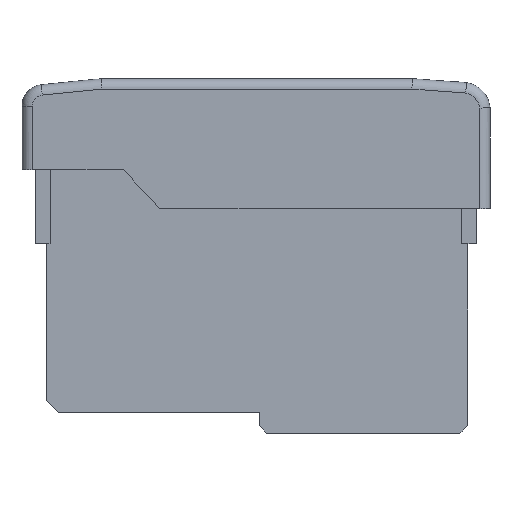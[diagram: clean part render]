
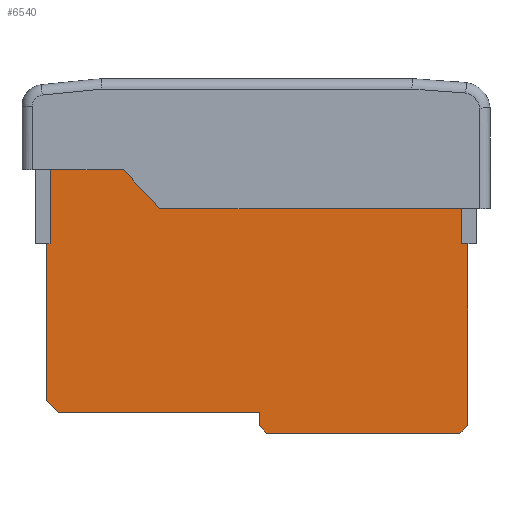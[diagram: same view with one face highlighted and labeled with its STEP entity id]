
A CAD part, left-side view. The second image highlights one B-rep face of the part: STEP entity #6540.
In plain terms, the highlighted planar face has unit normal (-1, 0, 0).
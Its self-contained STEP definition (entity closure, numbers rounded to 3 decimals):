
#891 = EDGE_CURVE ( 'NONE', #7663, #15207, #8217, .T. ) ;
#984 = EDGE_CURVE ( 'NONE', #986, #16292, #8282, .T. ) ;
#986 = VERTEX_POINT ( 'NONE', #8326 ) ;
#1017 = EDGE_CURVE ( 'NONE', #986, #4704, #8405, .T. ) ;
#4704 = VERTEX_POINT ( 'NONE', #9545 ) ;
#6533 = VERTEX_POINT ( 'NONE', #26344 ) ;
#6534 = ORIENTED_EDGE ( 'NONE', *, *, #6535, .F. ) ;
#6535 = EDGE_CURVE ( 'NONE', #6536, #6533, #26342, .T. ) ;
#6536 = VERTEX_POINT ( 'NONE', #26337 ) ;
#6537 = ORIENTED_EDGE ( 'NONE', *, *, #6538, .F. ) ;
#6538 = EDGE_CURVE ( 'NONE', #4704, #6536, #26333, .T. ) ;
#6539 = ORIENTED_EDGE ( 'NONE', *, *, #1017, .F. ) ;
#6540 = ADVANCED_FACE ( 'NONE', ( #26421 ), #26388, .T. ) ;
#6541 = ORIENTED_EDGE ( 'NONE', *, *, #15205, .F. ) ;
#6542 = ORIENTED_EDGE ( 'NONE', *, *, #891, .F. ) ;
#6543 = ORIENTED_EDGE ( 'NONE', *, *, #6544, .F. ) ;
#6544 = EDGE_CURVE ( 'NONE', #6545, #7663, #26382, .T. ) ;
#6545 = VERTEX_POINT ( 'NONE', #26378 ) ;
#6546 = ORIENTED_EDGE ( 'NONE', *, *, #6547, .F. ) ;
#6547 = EDGE_CURVE ( 'NONE', #6548, #6545, #26480, .T. ) ;
#6548 = VERTEX_POINT ( 'NONE', #26472 ) ;
#6549 = ORIENTED_EDGE ( 'NONE', *, *, #6550, .F. ) ;
#6550 = EDGE_CURVE ( 'NONE', #6551, #6548, #26470, .T. ) ;
#6551 = VERTEX_POINT ( 'NONE', #26466 ) ;
#6562 = VERTEX_POINT ( 'NONE', #26518 ) ;
#6564 = EDGE_CURVE ( 'NONE', #6562, #16292, #26511, .T. ) ;
#6565 = EDGE_LOOP ( 'NONE', ( #6541, #6542, #6543, #6546, #6549, #6608, #6611, #6614, #6534, #6537, #6539, #6596, #6597, #6598, #6601 ) ) ;
#6596 = ORIENTED_EDGE ( 'NONE', *, *, #984, .T. ) ;
#6597 = ORIENTED_EDGE ( 'NONE', *, *, #6564, .F. ) ;
#6598 = ORIENTED_EDGE ( 'NONE', *, *, #6599, .F. ) ;
#6599 = EDGE_CURVE ( 'NONE', #6600, #6562, #26673, .T. ) ;
#6600 = VERTEX_POINT ( 'NONE', #26667 ) ;
#6601 = ORIENTED_EDGE ( 'NONE', *, *, #6602, .F. ) ;
#6602 = EDGE_CURVE ( 'NONE', #7786, #6600, #26666, .T. ) ;
#6608 = ORIENTED_EDGE ( 'NONE', *, *, #6609, .F. ) ;
#6609 = EDGE_CURVE ( 'NONE', #6610, #6551, #26704, .T. ) ;
#6610 = VERTEX_POINT ( 'NONE', #26823 ) ;
#6611 = ORIENTED_EDGE ( 'NONE', *, *, #6612, .F. ) ;
#6612 = EDGE_CURVE ( 'NONE', #6613, #6610, #26822, .T. ) ;
#6613 = VERTEX_POINT ( 'NONE', #26816 ) ;
#6614 = ORIENTED_EDGE ( 'NONE', *, *, #6615, .F. ) ;
#6615 = EDGE_CURVE ( 'NONE', #6533, #6613, #26815, .T. ) ;
#7663 = VERTEX_POINT ( 'NONE', #30418 ) ;
#7786 = VERTEX_POINT ( 'NONE', #30741 ) ;
#8214 = DIRECTION ( 'NONE',  ( 0., -1., 0. ) ) ;
#8215 = VECTOR ( 'NONE', #8214, 1000. ) ;
#8216 = CARTESIAN_POINT ( 'NONE',  ( 24.783, 44.089, -26.636 ) ) ;
#8217 = LINE ( 'NONE', #8216, #8215 ) ;
#8281 = CARTESIAN_POINT ( 'NONE',  ( 24.783, -35.086, -26.636 ) ) ;
#8282 = LINE ( 'NONE', #8281, #8333 ) ;
#8326 = CARTESIAN_POINT ( 'NONE',  ( 24.783, -35.086, -26.636 ) ) ;
#8332 = DIRECTION ( 'NONE',  ( 0., 0., 1. ) ) ;
#8333 = VECTOR ( 'NONE', #8332, 1000. ) ;
#8401 = DIRECTION ( 'NONE',  ( 0., -1., 0. ) ) ;
#8403 = VECTOR ( 'NONE', #8401, 1000. ) ;
#8404 = CARTESIAN_POINT ( 'NONE',  ( 24.783, -35.086, -26.636 ) ) ;
#8405 = LINE ( 'NONE', #8404, #8403 ) ;
#9545 = CARTESIAN_POINT ( 'NONE',  ( 24.783, -36.204, -26.636 ) ) ;
#11684 = CARTESIAN_POINT ( 'NONE',  ( 24.783, 44.089, -26.636 ) ) ;
#11685 = DIRECTION ( 'NONE',  ( 0., 0., 1. ) ) ;
#11686 = VECTOR ( 'NONE', #11685, 1000. ) ;
#11687 = CARTESIAN_POINT ( 'NONE',  ( 24.783, 44.089, -26.636 ) ) ;
#11688 = LINE ( 'NONE', #11687, #11686 ) ;
#11783 = CARTESIAN_POINT ( 'NONE',  ( 24.783, -35.086, 1.32 ) ) ;
#15205 = EDGE_CURVE ( 'NONE', #15207, #7786, #11688, .T. ) ;
#15207 = VERTEX_POINT ( 'NONE', #11684 ) ;
#16292 = VERTEX_POINT ( 'NONE', #11783 ) ;
#26332 = CARTESIAN_POINT ( 'NONE',  ( 24.783, -36.204, -61.55 ) ) ;
#26333 = LINE ( 'NONE', #26332, #26425 ) ;
#26337 = CARTESIAN_POINT ( 'NONE',  ( 24.783, -36.204, -61.55 ) ) ;
#26338 = DIRECTION ( 'NONE',  ( 0., 0.694, -0.72 ) ) ;
#26339 = VECTOR ( 'NONE', #26338, 1000. ) ;
#26340 = CARTESIAN_POINT ( 'NONE',  ( 24.783, -34.721, -63.089 ) ) ;
#26342 = LINE ( 'NONE', #26340, #26339 ) ;
#26344 = CARTESIAN_POINT ( 'NONE',  ( 24.783, -34.721, -63.089 ) ) ;
#26378 = CARTESIAN_POINT ( 'NONE',  ( 24.783, 44.796, -56.853 ) ) ;
#26379 = DIRECTION ( 'NONE',  ( 0., 0., 1. ) ) ;
#26380 = VECTOR ( 'NONE', #26379, 1000. ) ;
#26381 = CARTESIAN_POINT ( 'NONE',  ( 24.783, 44.796, 1.245 ) ) ;
#26382 = LINE ( 'NONE', #26381, #26380 ) ;
#26383 = DIRECTION ( 'NONE',  ( 0., 0., 1. ) ) ;
#26384 = DIRECTION ( 'NONE',  ( -1., 0., 0. ) ) ;
#26385 = CARTESIAN_POINT ( 'NONE',  ( 24.783, 0.077, -99.173 ) ) ;
#26386 = AXIS2_PLACEMENT_3D ( 'NONE', #26385, #26384, #26383 ) ;
#26388 = PLANE ( 'NONE',  #26386 ) ;
#26421 = FACE_OUTER_BOUND ( 'NONE', #6565, .T. ) ;
#26423 = DIRECTION ( 'NONE',  ( 0., 0., -1. ) ) ;
#26425 = VECTOR ( 'NONE', #26423, 1000. ) ;
#26466 = CARTESIAN_POINT ( 'NONE',  ( 24.783, 3.796, -59.045 ) ) ;
#26467 = DIRECTION ( 'NONE',  ( 0., 1., 0. ) ) ;
#26468 = VECTOR ( 'NONE', #26467, 1000. ) ;
#26469 = CARTESIAN_POINT ( 'NONE',  ( 24.783, 42.479, -59.045 ) ) ;
#26470 = LINE ( 'NONE', #26469, #26468 ) ;
#26472 = CARTESIAN_POINT ( 'NONE',  ( 24.783, 42.479, -59.045 ) ) ;
#26475 = DIRECTION ( 'NONE',  ( 0., 0.726, 0.687 ) ) ;
#26477 = VECTOR ( 'NONE', #26475, 1000. ) ;
#26479 = CARTESIAN_POINT ( 'NONE',  ( 24.783, 44.796, -56.853 ) ) ;
#26480 = LINE ( 'NONE', #26479, #26477 ) ;
#26506 = DIRECTION ( 'NONE',  ( 0., -0.998, -0.067 ) ) ;
#26507 = VECTOR ( 'NONE', #26506, 1000. ) ;
#26509 = CARTESIAN_POINT ( 'NONE',  ( 24.783, -17.496, 2.495 ) ) ;
#26511 = LINE ( 'NONE', #26509, #26507 ) ;
#26518 = CARTESIAN_POINT ( 'NONE',  ( 24.783, -17.496, 2.495 ) ) ;
#26666 = LINE ( 'NONE', #26759, #26758 ) ;
#26667 = CARTESIAN_POINT ( 'NONE',  ( 24.783, 30.149, 2.495 ) ) ;
#26670 = DIRECTION ( 'NONE',  ( 0., -1., 0. ) ) ;
#26671 = VECTOR ( 'NONE', #26670, 1000. ) ;
#26672 = CARTESIAN_POINT ( 'NONE',  ( 24.783, 30.149, 2.495 ) ) ;
#26673 = LINE ( 'NONE', #26672, #26671 ) ;
#26701 = DIRECTION ( 'NONE',  ( 0., 0., 1. ) ) ;
#26702 = VECTOR ( 'NONE', #26701, 1000. ) ;
#26703 = CARTESIAN_POINT ( 'NONE',  ( 24.783, 3.796, -59.045 ) ) ;
#26704 = LINE ( 'NONE', #26703, #26702 ) ;
#26756 = DIRECTION ( 'NONE',  ( 0., -0.996, 0.085 ) ) ;
#26758 = VECTOR ( 'NONE', #26756, 1000. ) ;
#26759 = CARTESIAN_POINT ( 'NONE',  ( 24.783, 44.796, 1.245 ) ) ;
#26810 = DIRECTION ( 'NONE',  ( 0., 1., 0. ) ) ;
#26812 = VECTOR ( 'NONE', #26810, 1000. ) ;
#26814 = CARTESIAN_POINT ( 'NONE',  ( 24.783, 2.429, -63.089 ) ) ;
#26815 = LINE ( 'NONE', #26814, #26812 ) ;
#26816 = CARTESIAN_POINT ( 'NONE',  ( 24.783, 2.429, -63.089 ) ) ;
#26818 = DIRECTION ( 'NONE',  ( 0., 0.664, 0.748 ) ) ;
#26819 = VECTOR ( 'NONE', #26818, 1000. ) ;
#26820 = CARTESIAN_POINT ( 'NONE',  ( 24.783, 3.796, -61.55 ) ) ;
#26822 = LINE ( 'NONE', #26820, #26819 ) ;
#26823 = CARTESIAN_POINT ( 'NONE',  ( 24.783, 3.796, -61.55 ) ) ;
#30418 = CARTESIAN_POINT ( 'NONE',  ( 24.783, 44.796, -26.636 ) ) ;
#30741 = CARTESIAN_POINT ( 'NONE',  ( 24.783, 44.089, 1.305 ) ) ;
